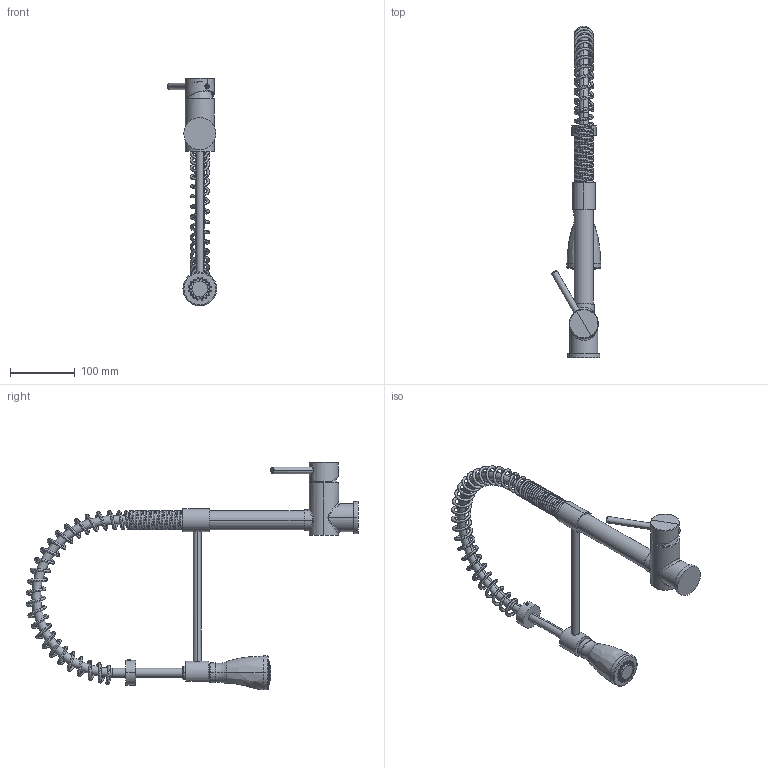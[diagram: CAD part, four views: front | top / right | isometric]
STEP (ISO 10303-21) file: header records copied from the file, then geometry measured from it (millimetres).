
FILE_DESCRIPTION((''),'2;1');
FILE_NAME('SK177CR','2021-01-19T16:30:00',('ut3'),('PAFFONI SpA'),'CREO PARAMETRIC BY PTC INC, 2020044','CREO PARAMETRIC BY PTC INC, 2020044','');
FILE_SCHEMA(('CONFIG_CONTROL_DESIGN','SHAPE_APPEARANCE_LAYERS_GROUPS'));
Length unit declared in the file: millimetre
Products named in the file (1): SK177CR
Bounding box: 76.17 x 511.13 x 350.09 mm (x, y, z)
Volume: 694214.2 mm3; surface area: 169317.3 mm2
Topology: 1 solids, 1 shells, 416 faces, 936 edges, 567 vertices
Faces by surface type: cylinder 159, plane 105, bspline 64, torus 40, cone 28, sphere 18, extrusion 2
Entity records: 49892 total; most frequent: CARTESIAN_POINT 37522, DIRECTION 1886, ORIENTED_EDGE 1864, EDGE_CURVE 932, AXIS2_PLACEMENT_3D 803, VERTEX_POINT 567, FILL_AREA_STYLE_COLOUR 485, FILL_AREA_STYLE 485
